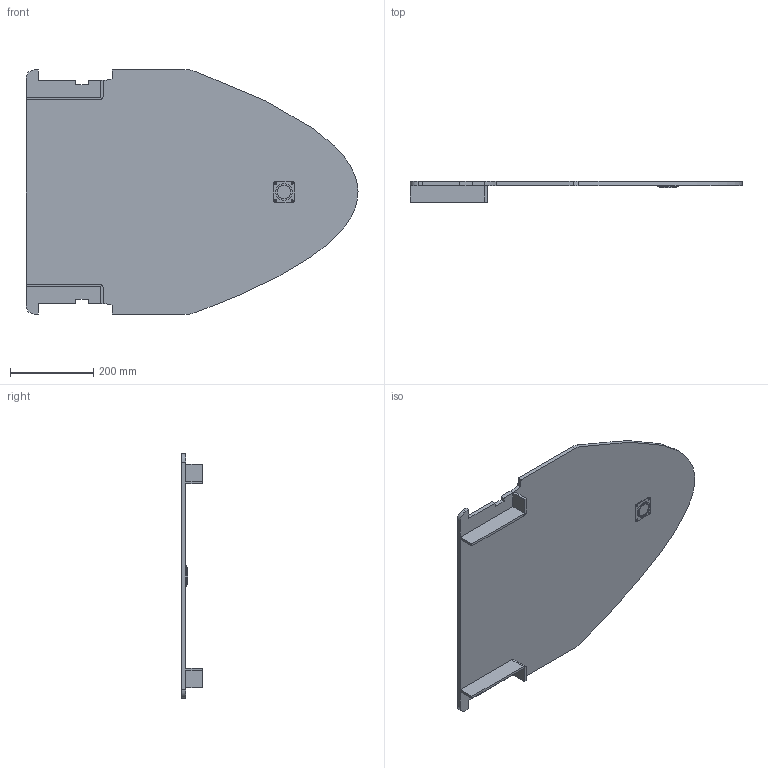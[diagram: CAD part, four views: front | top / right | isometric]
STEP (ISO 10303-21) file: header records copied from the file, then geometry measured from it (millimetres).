
FILE_DESCRIPTION (( 'STEP AP203' ), '1' );
FILE_NAME ('Base_Predeterminado_sldprt.STEP', '2023-11-21T16:48:27', ( '' ), ( '' ), 'SwSTEP 2.0', 'SolidWorks 2022', '' );
FILE_SCHEMA (( 'CONFIG_CONTROL_DESIGN' ));
Length unit declared in the file: millimetre
Products named in the file (1): Base_Predeterminado_sldprt
Bounding box: 799.98 x 50 x 588 mm (x, y, z)
Volume: 3937072.2 mm3; surface area: 828787.7 mm2
Topology: 1 solids, 1 shells, 76 faces, 188 edges, 122 vertices
Faces by surface type: plane 49, cylinder 26, bspline 1
Entity records: 2325 total; most frequent: CARTESIAN_POINT 396, DIRECTION 392, ORIENTED_EDGE 376, EDGE_CURVE 188, LINE 132, VECTOR 132, AXIS2_PLACEMENT_3D 130, VERTEX_POINT 122
